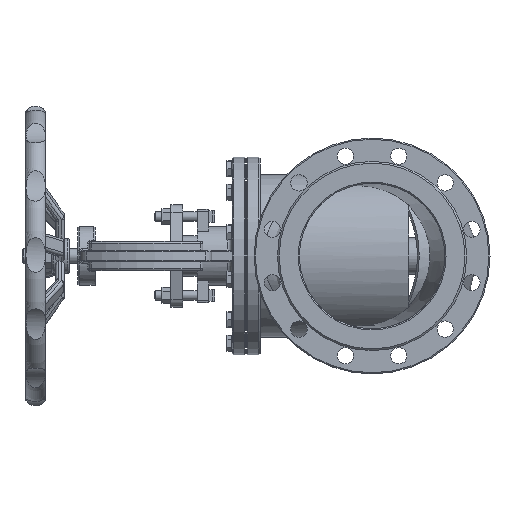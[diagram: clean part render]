
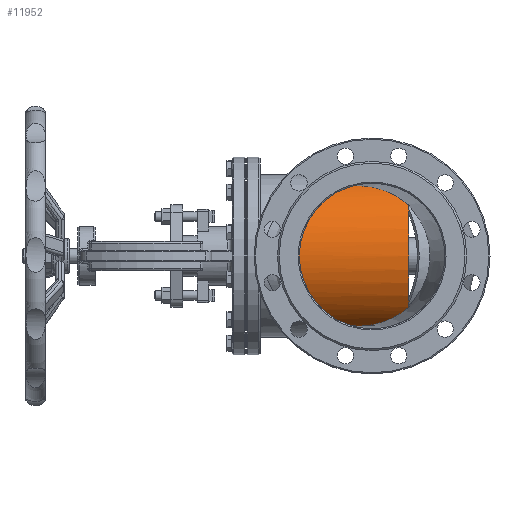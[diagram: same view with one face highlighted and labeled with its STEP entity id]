
A CAD part, left-side view. The second image highlights one B-rep face of the part: STEP entity #11952.
In plain terms, the highlighted cylindrical face has radius 140 mm (diameter 280 mm), a partial arc.
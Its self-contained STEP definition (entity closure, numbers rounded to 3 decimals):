
#2089=CYLINDRICAL_SURFACE('',#13083,140.);
#2390=B_SPLINE_CURVE_WITH_KNOTS('',3,(#23531,#23532,#23533,#23534,#23535,
#23536,#23537,#23538,#23539,#23540),.UNSPECIFIED.,.F.,.F.,(4,2,2,2,4),(54.7,
55.07,56.89,61.507,67.041),
 .UNSPECIFIED.);
#2392=B_SPLINE_CURVE_WITH_KNOTS('',3,(#23554,#23555,#23556,#23557,#23558,
#23559,#23560,#23561,#23562,#23563,#23564,#23565,#23566,#23567,#23568,#23569,
#23570,#23571,#23572,#23573,#23574,#23575,#23576,#23577,#23578,#23579,#23580,
#23581,#23582,#23583,#23584,#23585,#23586,#23587),.UNSPECIFIED.,.F.,.F.,
(4,2,2,2,2,2,2,2,2,2,2,2,2,2,2,2,4),(0.002,5.798,
9.447,11.084,12.558,14.945,18.396,
24.129,28.738,31.703,34.097,37.187,
40.873,45.975,51.074,53.493,54.7),
 .UNSPECIFIED.);
#2896=FACE_OUTER_BOUND('',#3682,.T.);
#3682=EDGE_LOOP('',(#9375,#9376,#9377));
#4432=CIRCLE('',#13082,140.);
#5355=VERTEX_POINT('',#23529);
#5356=VERTEX_POINT('',#23530);
#5361=VERTEX_POINT('',#23553);
#6725=EDGE_CURVE('',#5355,#5356,#2390,.T.);
#6731=EDGE_CURVE('',#5361,#5355,#2392,.T.);
#6752=EDGE_CURVE('',#5361,#5356,#4432,.T.);
#9375=ORIENTED_EDGE('',*,*,#6725,.T.);
#9376=ORIENTED_EDGE('',*,*,#6752,.F.);
#9377=ORIENTED_EDGE('',*,*,#6731,.T.);
#11952=ADVANCED_FACE('',(#2896),#2089,.T.);
#13082=AXIS2_PLACEMENT_3D('',#24387,#15547,#15548);
#13083=AXIS2_PLACEMENT_3D('',#24388,#15549,#15550);
#15547=DIRECTION('center_axis',(0.,-1.,0.));
#15548=DIRECTION('ref_axis',(0.,0.,1.));
#15549=DIRECTION('center_axis',(0.,-1.,0.));
#15550=DIRECTION('ref_axis',(0.,0.,1.));
#23529=CARTESIAN_POINT('',(287.515,23.599,-120.521));
#23530=CARTESIAN_POINT('',(249.824,-63.25,-87.947));
#23531=CARTESIAN_POINT('Ctrl Pts',(287.515,23.599,-120.521));
#23532=CARTESIAN_POINT('Ctrl Pts',(287.515,22.609,-120.521));
#23533=CARTESIAN_POINT('Ctrl Pts',(287.494,21.618,-120.509));
#23534=CARTESIAN_POINT('Ctrl Pts',(287.257,15.736,-120.369));
#23535=CARTESIAN_POINT('Ctrl Pts',(286.58,10.931,-119.97));
#23536=CARTESIAN_POINT('Ctrl Pts',(282.837,-5.798,-117.673));
#23537=CARTESIAN_POINT('Ctrl Pts',(277.74,-17.24,-114.392));
#23538=CARTESIAN_POINT('Ctrl Pts',(265.691,-39.831,-104.927));
#23539=CARTESIAN_POINT('Ctrl Pts',(257.658,-52.091,-97.651));
#23540=CARTESIAN_POINT('Ctrl Pts',(249.824,-63.25,-87.947));
#23553=CARTESIAN_POINT('',(249.824,-63.25,87.947));
#23554=CARTESIAN_POINT('Ctrl Pts',(249.824,-63.25,87.947));
#23555=CARTESIAN_POINT('Ctrl Pts',(258.868,-50.367,99.149));
#23556=CARTESIAN_POINT('Ctrl Pts',(268.205,-36.,107.137));
#23557=CARTESIAN_POINT('Ctrl Pts',(279.686,-12.678,115.668));
#23558=CARTESIAN_POINT('Ctrl Pts',(283.647,-2.825,118.177));
#23559=CARTESIAN_POINT('Ctrl Pts',(286.758,12.081,120.076));
#23560=CARTESIAN_POINT('Ctrl Pts',(287.35,16.759,120.424));
#23561=CARTESIAN_POINT('Ctrl Pts',(287.606,25.791,120.575));
#23562=CARTESIAN_POINT('Ctrl Pts',(287.354,30.026,120.428));
#23563=CARTESIAN_POINT('Ctrl Pts',(285.734,41.08,119.456));
#23564=CARTESIAN_POINT('Ctrl Pts',(283.808,47.607,118.29));
#23565=CARTESIAN_POINT('Ctrl Pts',(277.688,62.845,114.226));
#23566=CARTESIAN_POINT('Ctrl Pts',(272.89,71.241,110.772));
#23567=CARTESIAN_POINT('Ctrl Pts',(259.654,91.568,99.487));
#23568=CARTESIAN_POINT('Ctrl Pts',(249.889,103.677,89.459));
#23569=CARTESIAN_POINT('Ctrl Pts',(234.264,122.013,65.323));
#23570=CARTESIAN_POINT('Ctrl Pts',(228.287,128.602,52.82));
#23571=CARTESIAN_POINT('Ctrl Pts',(221.66,135.845,29.89));
#23572=CARTESIAN_POINT('Ctrl Pts',(219.915,137.722,20.471));
#23573=CARTESIAN_POINT('Ctrl Pts',(218.562,139.179,2.94));
#23574=CARTESIAN_POINT('Ctrl Pts',(218.619,139.118,-4.932));
#23575=CARTESIAN_POINT('Ctrl Pts',(220.254,137.357,-22.826));
#23576=CARTESIAN_POINT('Ctrl Pts',(222.249,135.209,-32.57));
#23577=CARTESIAN_POINT('Ctrl Pts',(228.581,128.268,-52.809));
#23578=CARTESIAN_POINT('Ctrl Pts',(233.228,123.122,-62.873));
#23579=CARTESIAN_POINT('Ctrl Pts',(246.006,108.33,-84.247));
#23580=CARTESIAN_POINT('Ctrl Pts',(254.504,98.061,-94.065));
#23581=CARTESIAN_POINT('Ctrl Pts',(270.083,76.177,-108.873));
#23582=CARTESIAN_POINT('Ctrl Pts',(277.414,64.24,-114.087));
#23583=CARTESIAN_POINT('Ctrl Pts',(284.343,45.843,-118.619));
#23584=CARTESIAN_POINT('Ctrl Pts',(286.021,39.678,-119.63));
#23585=CARTESIAN_POINT('Ctrl Pts',(287.301,30.041,-120.395));
#23586=CARTESIAN_POINT('Ctrl Pts',(287.515,26.829,-120.521));
#23587=CARTESIAN_POINT('Ctrl Pts',(287.515,23.599,-120.521));
#24387=CARTESIAN_POINT('Origin',(358.751,-63.25,0.));
#24388=CARTESIAN_POINT('Origin',(358.751,0.,
0.));
